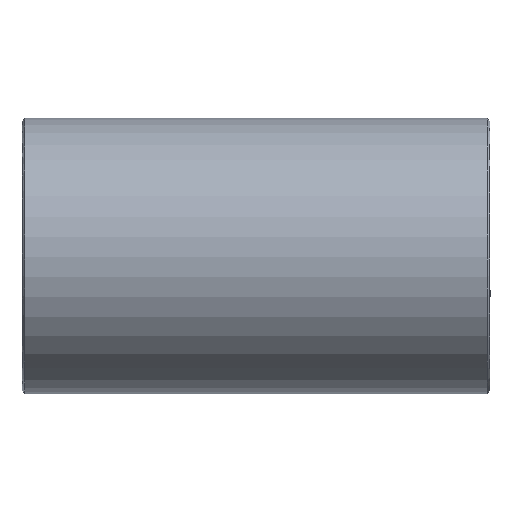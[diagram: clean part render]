
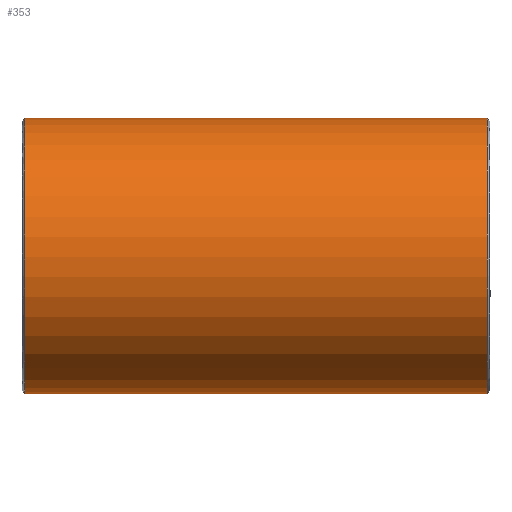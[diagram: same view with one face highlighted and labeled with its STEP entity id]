
A CAD part, front view. The second image highlights one B-rep face of the part: STEP entity #353.
In plain terms, the highlighted free-form (B-spline) face has degree [1, 3] with [2, 7] control points.
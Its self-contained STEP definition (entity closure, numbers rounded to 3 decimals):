
#10 = CARTESIAN_POINT ( 'NONE',  ( 169., 0., -50. ) ) ;
#19 = CARTESIAN_POINT ( 'NONE',  ( 169., -50., -29.289 ) ) ;
#29 = CARTESIAN_POINT ( 'NONE',  ( 169., 0., 50. ) ) ;
#32 =( BOUNDED_CURVE ( )  B_SPLINE_CURVE ( 3, ( #244, #415, #681, #634, #363, #578, #307 ),
 .UNSPECIFIED., .F., .T. ) 
 B_SPLINE_CURVE_WITH_KNOTS ( ( 4, 3, 4 ),
 ( -3.142, -1.571, 0. ),
 .UNSPECIFIED. ) 
 CURVE ( )  GEOMETRIC_REPRESENTATION_ITEM ( )  RATIONAL_B_SPLINE_CURVE ( ( 1., 0.805, 0.805, 1., 0.805, 0.805, 1. ) ) 
 REPRESENTATION_ITEM ( '' )  );
#52 = CARTESIAN_POINT ( 'NONE',  ( 1., -50., 0. ) ) ;
#56 = EDGE_LOOP ( 'NONE', ( #453, #328, #303, #449 ) ) ;
#58 = EDGE_CURVE ( 'NONE', #283, #254, #695, .T. ) ;
#83 = CARTESIAN_POINT ( 'NONE',  ( 169., -29.289, -50. ) ) ;
#122 = CARTESIAN_POINT ( 'NONE',  ( 169., 0., -50. ) ) ;
#123 = B_SPLINE_CURVE_WITH_KNOTS ( 'NONE', 1,
 ( #522, #567 ),
 .UNSPECIFIED., .F., .F.,
 ( 2, 2 ),
 ( -1., 0. ),
 .UNSPECIFIED. ) ;
#129 = CARTESIAN_POINT ( 'NONE',  ( 169., 0., 50. ) ) ;
#180 = CARTESIAN_POINT ( 'NONE',  ( 1., -50., -29.289 ) ) ;
#184 = CARTESIAN_POINT ( 'NONE',  ( 169., -29.289, -50. ) ) ;
#193 = CARTESIAN_POINT ( 'NONE',  ( 169., -50., 0. ) ) ;
#195 = VERTEX_POINT ( 'NONE', #369 ) ;
#198 = CARTESIAN_POINT ( 'NONE',  ( 169., 0., 50. ) ) ;
#218 = EDGE_CURVE ( 'NONE', #598, #254, #506, .T. ) ;
#234 = CARTESIAN_POINT ( 'NONE',  ( 169., -50., -29.289 ) ) ;
#244 = CARTESIAN_POINT ( 'NONE',  ( 1., 0., -50. ) ) ;
#254 = VERTEX_POINT ( 'NONE', #608 ) ;
#260 =( BOUNDED_SURFACE ( )  B_SPLINE_SURFACE ( 1, 3, ( 
 ( #122, #184, #234, #676, #618, #352, #129 ),
 ( #550, #404, #180, #52, #282, #505, #451 ) ),
 .UNSPECIFIED., .F., .F., .F. ) 
 B_SPLINE_SURFACE_WITH_KNOTS ( ( 2, 2 ),
 ( 4, 3, 4 ),
 ( 0., 1. ),
 ( 0., 0.5, 1. ),
 .UNSPECIFIED. ) 
 GEOMETRIC_REPRESENTATION_ITEM ( )  RATIONAL_B_SPLINE_SURFACE ( (
 ( 1., 0.805, 0.805, 1., 0.805, 0.805, 1.),
 ( 1., 0.805, 0.805, 1., 0.805, 0.805, 1.) ) ) 
 REPRESENTATION_ITEM ( '' )  SURFACE ( )  );
#282 = CARTESIAN_POINT ( 'NONE',  ( 1., -50., 29.289 ) ) ;
#283 = VERTEX_POINT ( 'NONE', #10 ) ;
#289 = FACE_OUTER_BOUND ( 'NONE', #56, .T. ) ;
#303 = ORIENTED_EDGE ( 'NONE', *, *, #549, .F. ) ;
#307 = CARTESIAN_POINT ( 'NONE',  ( 1., 0., 50. ) ) ;
#328 = ORIENTED_EDGE ( 'NONE', *, *, #616, .F. ) ;
#352 = CARTESIAN_POINT ( 'NONE',  ( 169., -29.289, 50. ) ) ;
#353 = ADVANCED_FACE ( 'NONE', ( #289 ), #260, .F. ) ;
#363 = CARTESIAN_POINT ( 'NONE',  ( 1., -50., 29.289 ) ) ;
#369 = CARTESIAN_POINT ( 'NONE',  ( 1., 0., -50. ) ) ;
#404 = CARTESIAN_POINT ( 'NONE',  ( 1., -29.289, -50. ) ) ;
#415 = CARTESIAN_POINT ( 'NONE',  ( 1., -29.289, -50. ) ) ;
#420 = CARTESIAN_POINT ( 'NONE',  ( 169., -50., 29.289 ) ) ;
#423 = CARTESIAN_POINT ( 'NONE',  ( 169., 0., -50. ) ) ;
#449 = ORIENTED_EDGE ( 'NONE', *, *, #58, .T. ) ;
#451 = CARTESIAN_POINT ( 'NONE',  ( 1., 0., 50. ) ) ;
#453 = ORIENTED_EDGE ( 'NONE', *, *, #218, .F. ) ;
#460 = CARTESIAN_POINT ( 'NONE',  ( 1., 0., 50. ) ) ;
#505 = CARTESIAN_POINT ( 'NONE',  ( 1., -29.289, 50. ) ) ;
#506 = B_SPLINE_CURVE_WITH_KNOTS ( 'NONE', 1,
 ( #624, #29 ),
 .UNSPECIFIED., .F., .F.,
 ( 2, 2 ),
 ( -1., 0. ),
 .UNSPECIFIED. ) ;
#522 = CARTESIAN_POINT ( 'NONE',  ( 169., 0., -50. ) ) ;
#549 = EDGE_CURVE ( 'NONE', #283, #195, #123, .T. ) ;
#550 = CARTESIAN_POINT ( 'NONE',  ( 1., 0., -50. ) ) ;
#567 = CARTESIAN_POINT ( 'NONE',  ( 1., 0., -50. ) ) ;
#578 = CARTESIAN_POINT ( 'NONE',  ( 1., -29.289, 50. ) ) ;
#598 = VERTEX_POINT ( 'NONE', #460 ) ;
#608 = CARTESIAN_POINT ( 'NONE',  ( 169., 0., 50. ) ) ;
#616 = EDGE_CURVE ( 'NONE', #195, #598, #32, .T. ) ;
#618 = CARTESIAN_POINT ( 'NONE',  ( 169., -50., 29.289 ) ) ;
#624 = CARTESIAN_POINT ( 'NONE',  ( 1., 0., 50. ) ) ;
#634 = CARTESIAN_POINT ( 'NONE',  ( 1., -50., 0. ) ) ;
#676 = CARTESIAN_POINT ( 'NONE',  ( 169., -50., 0. ) ) ;
#681 = CARTESIAN_POINT ( 'NONE',  ( 1., -50., -29.289 ) ) ;
#687 = CARTESIAN_POINT ( 'NONE',  ( 169., -29.289, 50. ) ) ;
#695 =( BOUNDED_CURVE ( )  B_SPLINE_CURVE ( 3, ( #423, #83, #19, #193, #420, #687, #198 ),
 .UNSPECIFIED., .F., .T. ) 
 B_SPLINE_CURVE_WITH_KNOTS ( ( 4, 3, 4 ),
 ( -3.142, -1.571, 0. ),
 .UNSPECIFIED. ) 
 CURVE ( )  GEOMETRIC_REPRESENTATION_ITEM ( )  RATIONAL_B_SPLINE_CURVE ( ( 1., 0.805, 0.805, 1., 0.805, 0.805, 1. ) ) 
 REPRESENTATION_ITEM ( '' )  );
